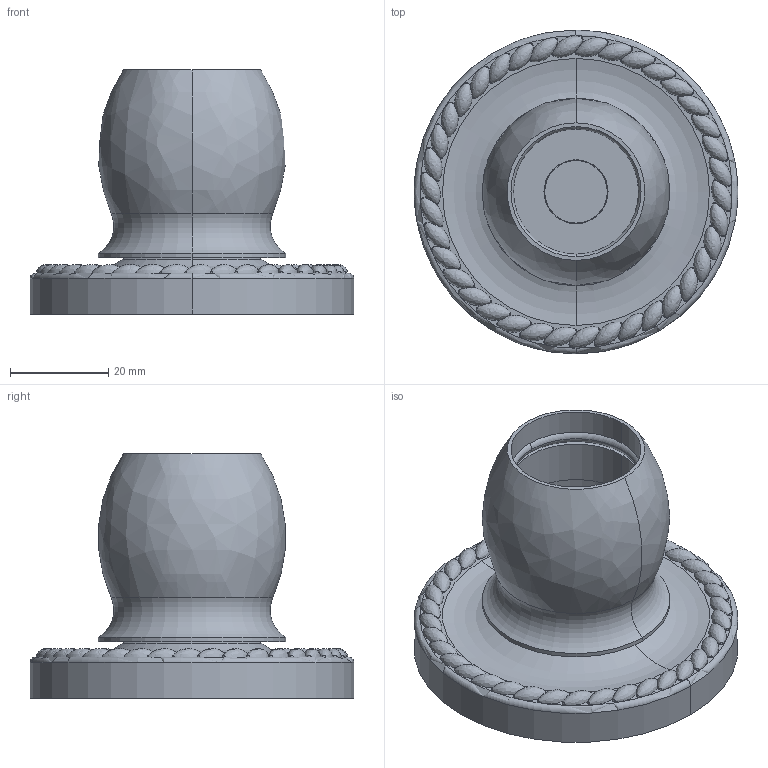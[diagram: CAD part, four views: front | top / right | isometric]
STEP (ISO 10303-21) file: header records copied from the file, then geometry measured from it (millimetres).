
FILE_DESCRIPTION((''),'2;1');
FILE_NAME('1539B_ASM','2015-09-01T',('rsmith'),(''),'PRO/ENGINEER BY PARAMETRIC TECHNOLOGY CORPORATION, 2013150','PRO/ENGINEER BY PARAMETRIC TECHNOLOGY CORPORATION, 2013150','');
FILE_SCHEMA(('CONFIG_CONTROL_DESIGN'));
Length unit declared in the file: inch
Products named in the file (7): 1500C; 1139A; 1139S; 91073; 92308; 11XXD; 1539B_ASM
Assembly tree (6 placements, depth 2):
  1539B_ASM
    1500C
    1139A
    1139S
    91073
    92308
    11XXD
Bounding box: 65.79 x 65.79 x 49.58 mm (x, y, z)
Volume: 35658.2 mm3; surface area: 33008.5 mm2
Topology: 6 solids, 8 shells, 386 faces, 1415 edges, 907 vertices
Faces by surface type: bspline 136, plane 113, cylinder 65, sphere 40, torus 24, cone 8
Entity records: 24573 total; most frequent: CARTESIAN_POINT 13179, ORIENTED_EDGE 2432, DIRECTION 2377, EDGE_CURVE 1335, AXIS2_PLACEMENT_3D 1041, VERTEX_POINT 907, CIRCLE 774, EDGE_LOOP 422
